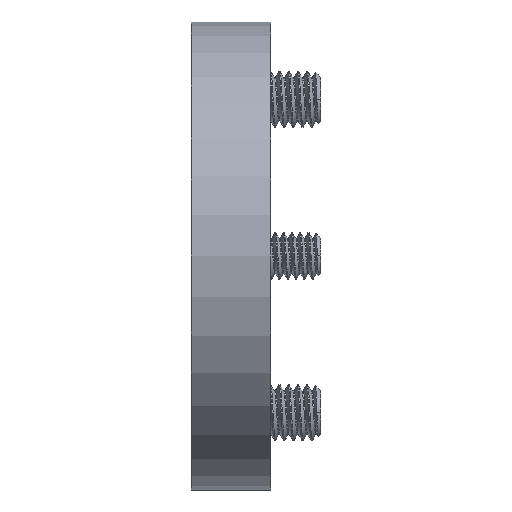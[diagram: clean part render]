
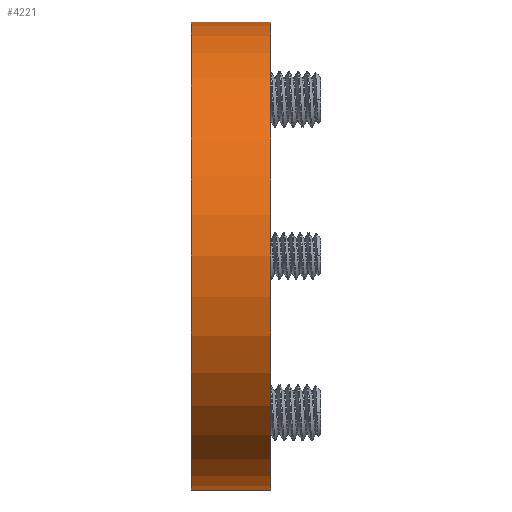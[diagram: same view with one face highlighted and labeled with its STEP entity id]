
A CAD part, left-side view. The second image highlights one B-rep face of the part: STEP entity #4221.
In plain terms, the highlighted cylindrical face has radius 12.7 mm (diameter 25.4 mm), a partial arc.
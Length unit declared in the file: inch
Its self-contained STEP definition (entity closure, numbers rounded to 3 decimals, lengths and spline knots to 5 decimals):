
#237 = CIRCLE ( 'NONE', #8334, 0.5 ) ;
#1067 = EDGE_CURVE ( 'NONE', #2742, #12207, #12037, .T. ) ;
#1449 = CARTESIAN_POINT ( 'NONE',  ( 0., 0.17, 0. ) ) ;
#2742 = VERTEX_POINT ( 'NONE', #9410 ) ;
#2965 = EDGE_CURVE ( 'NONE', #2742, #11234, #13862, .T. ) ;
#3114 = ORIENTED_EDGE ( 'NONE', *, *, #1067, .F. ) ;
#3606 = AXIS2_PLACEMENT_3D ( 'NONE', #14886, #12409, #7034 ) ;
#3625 = CARTESIAN_POINT ( 'NONE',  ( 0., 0., 0. ) ) ;
#4221 = ADVANCED_FACE ( 'NONE', ( #5102 ), #7393, .T. ) ;
#4398 = EDGE_CURVE ( 'NONE', #12207, #13358, #11114, .T. ) ;
#4412 = EDGE_LOOP ( 'NONE', ( #6638, #3114, #8491, #9598 ) ) ;
#5013 = DIRECTION ( 'NONE',  ( 0., 0., 1. ) ) ;
#5078 = DIRECTION ( 'NONE',  ( 0., 1., 0. ) ) ;
#5102 = FACE_OUTER_BOUND ( 'NONE', #4412, .T. ) ;
#6105 = AXIS2_PLACEMENT_3D ( 'NONE', #1449, #10926, #16062 ) ;
#6460 = DIRECTION ( 'NONE',  ( 0., -1., 0. ) ) ;
#6638 = ORIENTED_EDGE ( 'NONE', *, *, #4398, .F. ) ;
#6988 = EDGE_CURVE ( 'NONE', #11234, #13358, #237, .T. ) ;
#7034 = DIRECTION ( 'NONE',  ( 0., 0., 1. ) ) ;
#7115 = DIRECTION ( 'NONE',  ( 0., -1., 0. ) ) ;
#7393 = CYLINDRICAL_SURFACE ( 'NONE', #6105, 0.5 ) ;
#8058 = CARTESIAN_POINT ( 'NONE',  ( 0., 0., 0.5 ) ) ;
#8334 = AXIS2_PLACEMENT_3D ( 'NONE', #3625, #5078, #5013 ) ;
#8491 = ORIENTED_EDGE ( 'NONE', *, *, #2965, .T. ) ;
#9410 = CARTESIAN_POINT ( 'NONE',  ( 0., 0.17, -0.5 ) ) ;
#9440 = VECTOR ( 'NONE', #7115, 39.37008 ) ;
#9598 = ORIENTED_EDGE ( 'NONE', *, *, #6988, .T. ) ;
#10319 = CARTESIAN_POINT ( 'NONE',  ( 0., 0.17, -0.5 ) ) ;
#10926 = DIRECTION ( 'NONE',  ( 0., -1., 0. ) ) ;
#11038 = CARTESIAN_POINT ( 'NONE',  ( 0., 0.17, 0.5 ) ) ;
#11114 = LINE ( 'NONE', #11038, #9440 ) ;
#11234 = VERTEX_POINT ( 'NONE', #11251 ) ;
#11251 = CARTESIAN_POINT ( 'NONE',  ( 0., 0., -0.5 ) ) ;
#11350 = VECTOR ( 'NONE', #6460, 39.37008 ) ;
#12037 = CIRCLE ( 'NONE', #3606, 0.5 ) ;
#12207 = VERTEX_POINT ( 'NONE', #15147 ) ;
#12409 = DIRECTION ( 'NONE',  ( 0., 1., 0. ) ) ;
#13358 = VERTEX_POINT ( 'NONE', #8058 ) ;
#13862 = LINE ( 'NONE', #10319, #11350 ) ;
#14886 = CARTESIAN_POINT ( 'NONE',  ( 0., 0.17, 0. ) ) ;
#15147 = CARTESIAN_POINT ( 'NONE',  ( 0., 0.17, 0.5 ) ) ;
#16062 = DIRECTION ( 'NONE',  ( 0., 0., -1. ) ) ;
